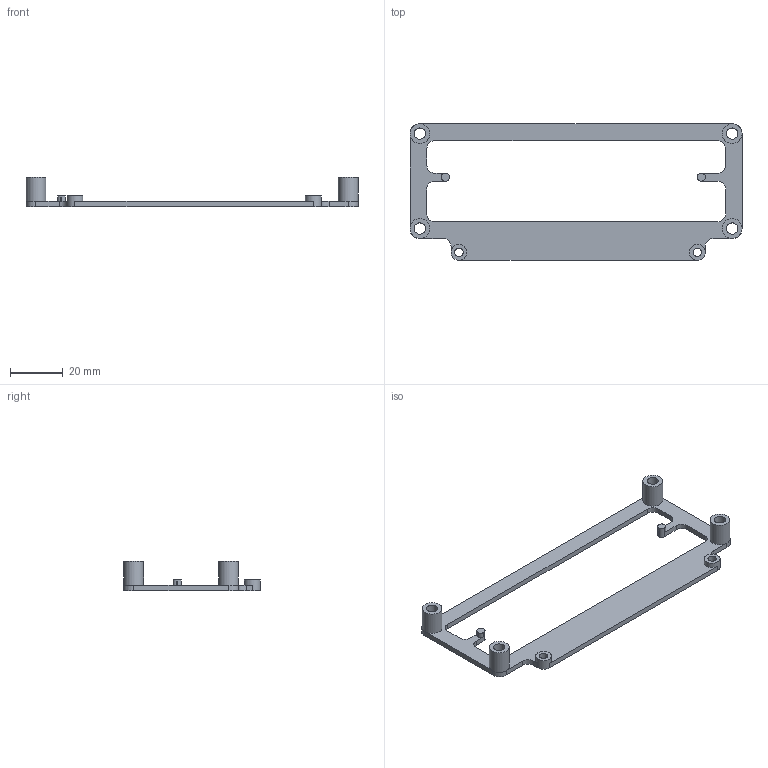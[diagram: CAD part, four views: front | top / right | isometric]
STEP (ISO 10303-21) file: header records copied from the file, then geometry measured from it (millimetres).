
FILE_DESCRIPTION(('FreeCAD Model'),'2;1');
FILE_NAME('Open CASCADE Shape Model','2024-11-24T00:50:50',(''),(''), 'Open CASCADE STEP processor 7.8','FreeCAD','Unknown');
FILE_SCHEMA(('AUTOMOTIVE_DESIGN { 1 0 10303 214 1 1 1 1 }'));
Length unit declared in the file: millimetre
Products named in the file (1): Mount
Bounding box: 125.9 x 51.75 x 11 mm (x, y, z)
Volume: 6742.2 mm3; surface area: 8517.5 mm2
Topology: 1 solids, 1 shells, 70 faces, 190 edges, 122 vertices
Faces by surface type: plane 36, cylinder 34
Full cylindrical faces by diameter (mm): 3.2 x2, 4.3 x4, 6 x2, 7.5 x4
Entity records: 2262 total; most frequent: DIRECTION 402, CARTESIAN_POINT 391, ORIENTED_EDGE 380, EDGE_CURVE 190, AXIS2_PLACEMENT_3D 149, VERTEX_POINT 122, LINE 104, VECTOR 104
